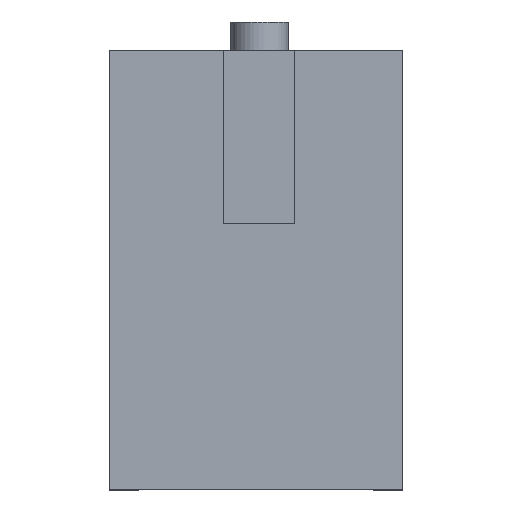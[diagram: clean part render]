
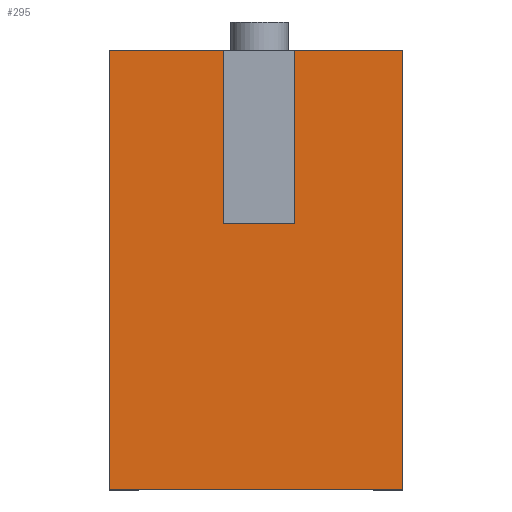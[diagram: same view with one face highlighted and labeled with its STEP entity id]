
A CAD part, top view. The second image highlights one B-rep face of the part: STEP entity #295.
In plain terms, the highlighted planar face has unit normal (0, 0, 1).
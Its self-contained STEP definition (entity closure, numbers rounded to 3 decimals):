
#30=FACE_OUTER_BOUND('',#46,.T.);
#46=EDGE_LOOP('',(#232,#233,#234,#235,#236,#237,#238,#239));
#69=LINE('',#451,#106);
#73=LINE('',#459,#110);
#76=LINE('',#465,#113);
#80=LINE('',#473,#117);
#81=LINE('',#475,#118);
#82=LINE('',#477,#119);
#83=LINE('',#479,#120);
#84=LINE('',#480,#121);
#106=VECTOR('',#371,10.);
#110=VECTOR('',#377,10.);
#113=VECTOR('',#382,10.);
#117=VECTOR('',#390,10.);
#118=VECTOR('',#391,10.);
#119=VECTOR('',#392,10.);
#120=VECTOR('',#393,10.);
#121=VECTOR('',#394,10.);
#140=VERTEX_POINT('',#449);
#141=VERTEX_POINT('',#450);
#144=VERTEX_POINT('',#458);
#146=VERTEX_POINT('',#464);
#148=VERTEX_POINT('',#472);
#149=VERTEX_POINT('',#474);
#150=VERTEX_POINT('',#476);
#151=VERTEX_POINT('',#478);
#171=EDGE_CURVE('',#140,#141,#69,.T.);
#175=EDGE_CURVE('',#141,#144,#73,.T.);
#178=EDGE_CURVE('',#144,#146,#76,.T.);
#182=EDGE_CURVE('',#146,#148,#80,.T.);
#183=EDGE_CURVE('',#148,#149,#81,.T.);
#184=EDGE_CURVE('',#149,#150,#82,.T.);
#185=EDGE_CURVE('',#150,#151,#83,.T.);
#186=EDGE_CURVE('',#151,#140,#84,.T.);
#232=ORIENTED_EDGE('',*,*,#171,.T.);
#233=ORIENTED_EDGE('',*,*,#175,.T.);
#234=ORIENTED_EDGE('',*,*,#178,.T.);
#235=ORIENTED_EDGE('',*,*,#182,.T.);
#236=ORIENTED_EDGE('',*,*,#183,.T.);
#237=ORIENTED_EDGE('',*,*,#184,.T.);
#238=ORIENTED_EDGE('',*,*,#185,.T.);
#239=ORIENTED_EDGE('',*,*,#186,.T.);
#279=PLANE('',#327);
#295=ADVANCED_FACE('',(#30),#279,.T.);
#327=AXIS2_PLACEMENT_3D('',#471,#388,#389);
#371=DIRECTION('',(0.,-1.,0.));
#377=DIRECTION('',(-1.,0.,0.));
#382=DIRECTION('',(0.,1.,0.));
#388=DIRECTION('center_axis',(0.,0.,1.));
#389=DIRECTION('ref_axis',(1.,0.,0.));
#390=DIRECTION('',(-1.,0.,0.));
#391=DIRECTION('',(0.,-1.,0.));
#392=DIRECTION('',(1.,0.,0.));
#393=DIRECTION('',(0.,1.,0.));
#394=DIRECTION('',(-1.,0.,0.));
#449=CARTESIAN_POINT('',(3.4,19.15,1.7));
#450=CARTESIAN_POINT('',(3.4,4.05,1.7));
#451=CARTESIAN_POINT('',(3.4,2.025,1.7));
#458=CARTESIAN_POINT('',(-2.8,4.05,1.7));
#459=CARTESIAN_POINT('',(-1.4,4.05,1.7));
#464=CARTESIAN_POINT('',(-2.8,19.15,1.7));
#465=CARTESIAN_POINT('',(-2.8,9.575,1.7));
#471=CARTESIAN_POINT('Origin',(0.,0.,
1.7));
#472=CARTESIAN_POINT('',(-12.8,19.15,1.7));
#473=CARTESIAN_POINT('',(-12.8,19.15,1.7));
#474=CARTESIAN_POINT('',(-12.8,-19.15,1.7));
#475=CARTESIAN_POINT('',(-12.8,-19.15,1.7));
#476=CARTESIAN_POINT('',(12.8,-19.15,1.7));
#477=CARTESIAN_POINT('',(12.8,-19.15,1.7));
#478=CARTESIAN_POINT('',(12.8,19.15,1.7));
#479=CARTESIAN_POINT('',(12.8,19.15,1.7));
#480=CARTESIAN_POINT('',(-12.8,19.15,1.7));
